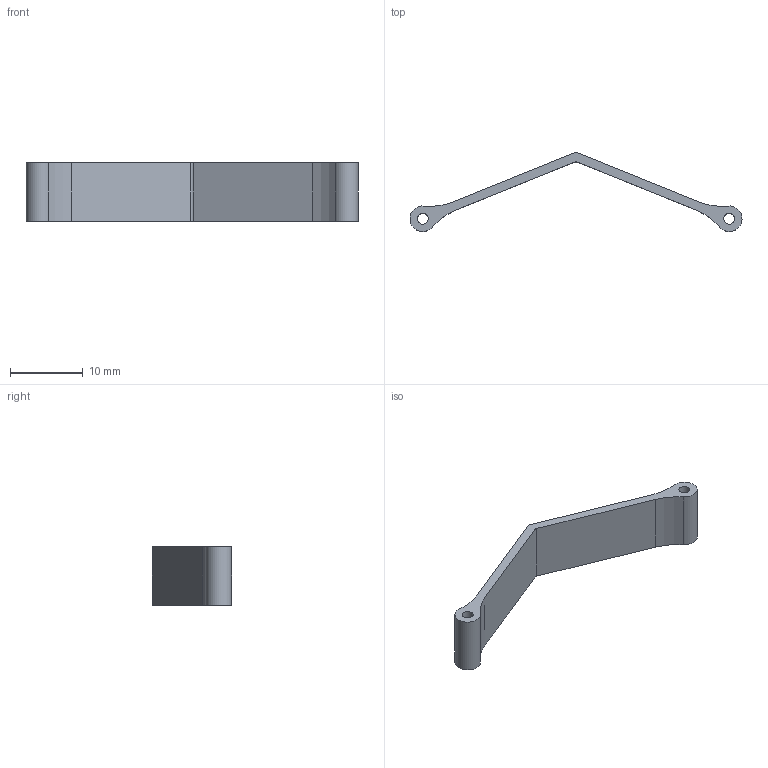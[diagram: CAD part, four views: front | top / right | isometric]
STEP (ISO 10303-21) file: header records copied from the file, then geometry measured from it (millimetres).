
FILE_DESCRIPTION(/* description */ (''),/* implementation_level */ '2;1');
FILE_NAME(/* name */ 'h054.ipt.stp',/* time_stamp */ '2024-09-05T22:33:43+01:00',/* author */ ('thiba'),/* organization */ (''),/* preprocessor_version */ 'ST-DEVELOPER v20',/* originating_system */ 'Autodesk Inventor 2025',/* authorisation */ '');
FILE_SCHEMA (('AUTOMOTIVE_DESIGN { 1 0 10303 214 3 1 1 }'));
Length unit declared in the file: millimetre
Products named in the file (1): 00x
Bounding box: 45.5 x 10.84 x 8 mm (x, y, z)
Volume: 549.1 mm3; surface area: 1031.2 mm2
Topology: 1 solids, 1 shells, 16 faces, 42 edges, 28 vertices
Faces by surface type: cylinder 10, plane 6
Full cylindrical faces by diameter (mm): 1.5 x2
Entity records: 557 total; most frequent: DIRECTION 96, CARTESIAN_POINT 87, ORIENTED_EDGE 84, EDGE_CURVE 42, AXIS2_PLACEMENT_3D 37, VERTEX_POINT 28, LINE 22, VECTOR 22
